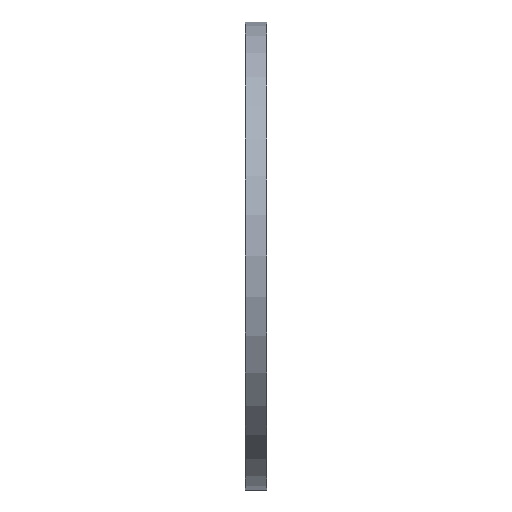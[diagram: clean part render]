
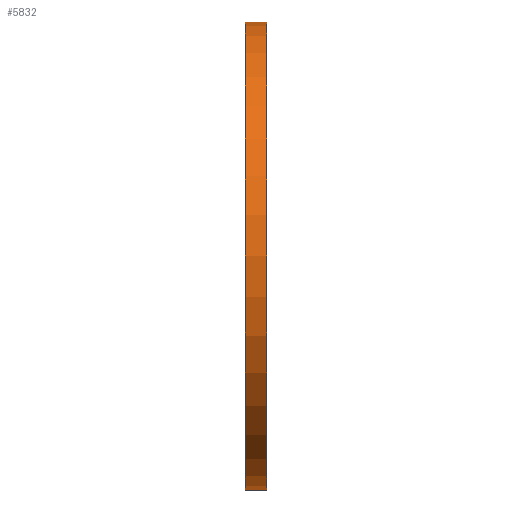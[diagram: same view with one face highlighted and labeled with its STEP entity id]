
A CAD part, left-side view. The second image highlights one B-rep face of the part: STEP entity #5832.
In plain terms, the highlighted cylindrical face has radius 69.85 mm (diameter 139.7 mm), a partial arc.
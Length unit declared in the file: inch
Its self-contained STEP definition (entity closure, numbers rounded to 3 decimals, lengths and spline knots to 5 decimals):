
#216 = DIRECTION ( 'NONE',  ( 0., 0., 1. ) ) ;
#228 = LINE ( 'NONE', #2313, #1685 ) ;
#267 = CARTESIAN_POINT ( 'NONE',  ( 0., 0., 2.75 ) ) ;
#297 = ORIENTED_EDGE ( 'NONE', *, *, #3506, .F. ) ;
#479 = DIRECTION ( 'NONE',  ( 0., 0., 1. ) ) ;
#829 = LINE ( 'NONE', #4821, #3138 ) ;
#844 = VERTEX_POINT ( 'NONE', #1799 ) ;
#1064 = EDGE_CURVE ( 'NONE', #844, #6283, #3836, .T. ) ;
#1628 = CARTESIAN_POINT ( 'NONE',  ( 0., 0.25, 2.75 ) ) ;
#1685 = VECTOR ( 'NONE', #3636, 39.37008 ) ;
#1698 = AXIS2_PLACEMENT_3D ( 'NONE', #2229, #4736, #5651 ) ;
#1799 = CARTESIAN_POINT ( 'NONE',  ( 0., 0., -2.75 ) ) ;
#2131 = ORIENTED_EDGE ( 'NONE', *, *, #1064, .T. ) ;
#2229 = CARTESIAN_POINT ( 'NONE',  ( 0., 0.25, 0. ) ) ;
#2313 = CARTESIAN_POINT ( 'NONE',  ( 0., 0.25, -2.75 ) ) ;
#2406 = AXIS2_PLACEMENT_3D ( 'NONE', #4466, #4886, #479 ) ;
#2749 = FACE_OUTER_BOUND ( 'NONE', #4104, .T. ) ;
#3138 = VECTOR ( 'NONE', #4271, 39.37008 ) ;
#3367 = CARTESIAN_POINT ( 'NONE',  ( 0., 0.25, -2.75 ) ) ;
#3410 = VERTEX_POINT ( 'NONE', #1628 ) ;
#3506 = EDGE_CURVE ( 'NONE', #3410, #6283, #829, .T. ) ;
#3636 = DIRECTION ( 'NONE',  ( 0., -1., 0. ) ) ;
#3713 = CYLINDRICAL_SURFACE ( 'NONE', #1698, 2.75 ) ;
#3836 = CIRCLE ( 'NONE', #2406, 2.75 ) ;
#3876 = VERTEX_POINT ( 'NONE', #3367 ) ;
#3938 = ORIENTED_EDGE ( 'NONE', *, *, #5044, .T. ) ;
#4104 = EDGE_LOOP ( 'NONE', ( #297, #5514, #3938, #2131 ) ) ;
#4268 = AXIS2_PLACEMENT_3D ( 'NONE', #5106, #6012, #216 ) ;
#4271 = DIRECTION ( 'NONE',  ( 0., -1., 0. ) ) ;
#4466 = CARTESIAN_POINT ( 'NONE',  ( 0., 0., 0. ) ) ;
#4736 = DIRECTION ( 'NONE',  ( 0., -1., 0. ) ) ;
#4821 = CARTESIAN_POINT ( 'NONE',  ( 0., 0.25, 2.75 ) ) ;
#4886 = DIRECTION ( 'NONE',  ( 0., 1., 0. ) ) ;
#5044 = EDGE_CURVE ( 'NONE', #3876, #844, #228, .T. ) ;
#5106 = CARTESIAN_POINT ( 'NONE',  ( 0., 0.25, 0. ) ) ;
#5389 = EDGE_CURVE ( 'NONE', #3876, #3410, #5828, .T. ) ;
#5514 = ORIENTED_EDGE ( 'NONE', *, *, #5389, .F. ) ;
#5651 = DIRECTION ( 'NONE',  ( 0., 0., -1. ) ) ;
#5828 = CIRCLE ( 'NONE', #4268, 2.75 ) ;
#5832 = ADVANCED_FACE ( 'NONE', ( #2749 ), #3713, .T. ) ;
#6012 = DIRECTION ( 'NONE',  ( 0., 1., 0. ) ) ;
#6283 = VERTEX_POINT ( 'NONE', #267 ) ;
